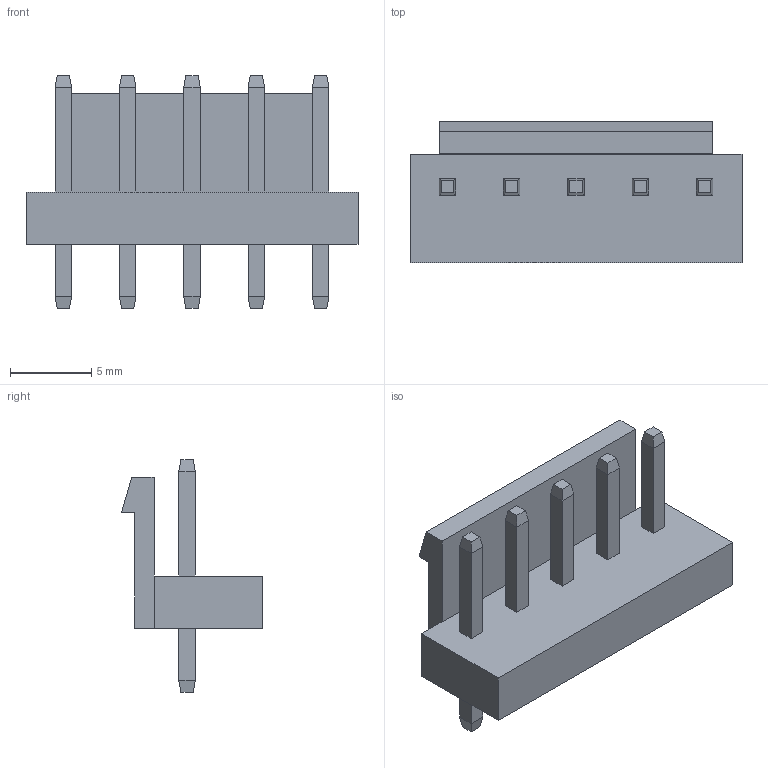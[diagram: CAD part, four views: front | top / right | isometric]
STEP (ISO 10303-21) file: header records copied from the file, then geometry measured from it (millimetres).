
FILE_DESCRIPTION(/* description */ ('Unknown'),/* implementation_level */ '2;1');
FILE_NAME(/* name */ 'JST - VH - Thru (V) - 5Pin - 3.96mm',/* time_stamp */ '2018-11-29T09:05:10-05:00',/* author */ ('Unknown'),/* organization */ ('Unknown'),/* preprocessor_version */ 'ST-DEVELOPER v16.7',/* originating_system */ 'DEX',/* authorisation */ $);
FILE_SCHEMA (('AUTOMOTIVE_DESIGN {1 0 10303 214 3 1 1}'));
Length unit declared in the file: millimetre
Products named in the file (1): JST - VH - Thru (V) - 5Pin - 3.96mm
Bounding box: 20.44 x 8.69 x 14.33 mm (x, y, z)
Volume: 648.4 mm3; surface area: 1057 mm2
Topology: 1 solids, 21 shells, 302 faces, 693 edges, 448 vertices
Faces by surface type: plane 262, bspline 40
Entity records: 11754 total; most frequent: CARTESIAN_POINT 3462, ORIENTED_EDGE 1378, DIRECTION 949, EDGE_CURVE 689, VERTEX_POINT 448, LINE 423, VECTOR 423, EDGE_LOOP 333
